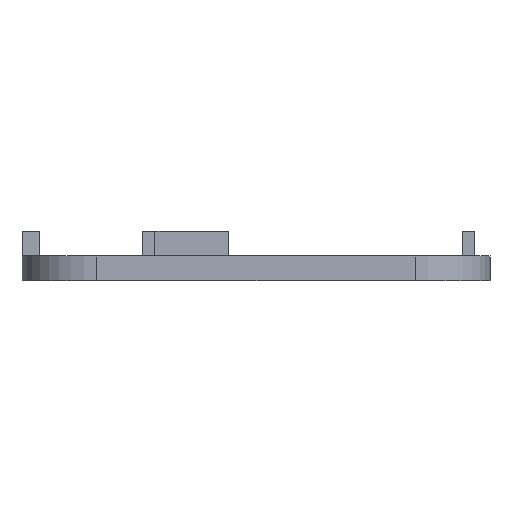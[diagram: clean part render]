
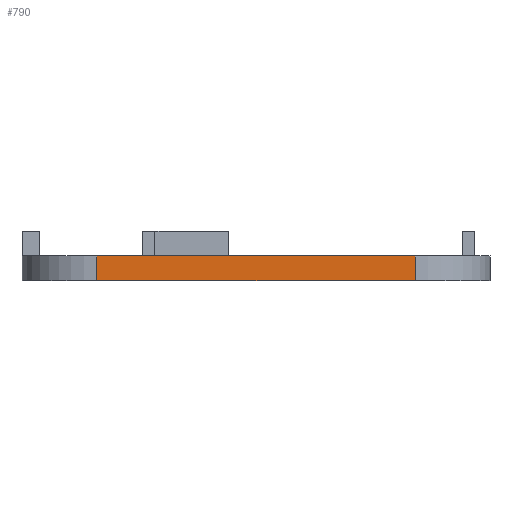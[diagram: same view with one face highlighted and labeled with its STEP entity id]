
A CAD part, left-side view. The second image highlights one B-rep face of the part: STEP entity #790.
In plain terms, the highlighted planar face has unit normal (-1, 0, 0).
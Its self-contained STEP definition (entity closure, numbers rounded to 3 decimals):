
#102=FACE_OUTER_BOUND('',#151,.T.);
#151=EDGE_LOOP('',(#695,#696,#697,#698));
#171=LINE('',#1118,#255);
#240=LINE('',#1302,#324);
#241=LINE('',#1305,#325);
#242=LINE('',#1306,#326);
#255=VECTOR('',#898,10.);
#324=VECTOR('',#1077,10.);
#325=VECTOR('',#1080,10.);
#326=VECTOR('',#1081,10.);
#336=VERTEX_POINT('',#1115);
#337=VERTEX_POINT('',#1117);
#397=VERTEX_POINT('',#1300);
#398=VERTEX_POINT('',#1304);
#412=EDGE_CURVE('',#336,#337,#171,.T.);
#503=EDGE_CURVE('',#336,#397,#240,.T.);
#504=EDGE_CURVE('',#398,#397,#241,.T.);
#505=EDGE_CURVE('',#337,#398,#242,.T.);
#695=ORIENTED_EDGE('',*,*,#412,.F.);
#696=ORIENTED_EDGE('',*,*,#503,.T.);
#697=ORIENTED_EDGE('',*,*,#504,.F.);
#698=ORIENTED_EDGE('',*,*,#505,.F.);
#750=PLANE('',#868);
#790=ADVANCED_FACE('',(#102),#750,.T.);
#868=AXIS2_PLACEMENT_3D('',#1303,#1078,#1079);
#898=DIRECTION('',(0.,-1.,0.));
#1077=DIRECTION('',(0.,0.,-1.));
#1078=DIRECTION('center_axis',(-1.,0.,0.));
#1079=DIRECTION('ref_axis',(0.,1.,0.));
#1080=DIRECTION('',(0.,1.,0.));
#1081=DIRECTION('',(0.,0.,-1.));
#1115=CARTESIAN_POINT('',(26.363,26.215,0.119));
#1117=CARTESIAN_POINT('',(26.363,0.771,0.119));
#1118=CARTESIAN_POINT('',(26.363,26.215,0.119));
#1300=CARTESIAN_POINT('',(26.363,26.215,-1.881));
#1302=CARTESIAN_POINT('',(26.363,26.215,0.119));
#1303=CARTESIAN_POINT('Origin',(26.363,0.771,0.119));
#1304=CARTESIAN_POINT('',(26.363,0.771,-1.881));
#1305=CARTESIAN_POINT('',(26.363,26.215,-1.881));
#1306=CARTESIAN_POINT('',(26.363,0.771,0.119));
